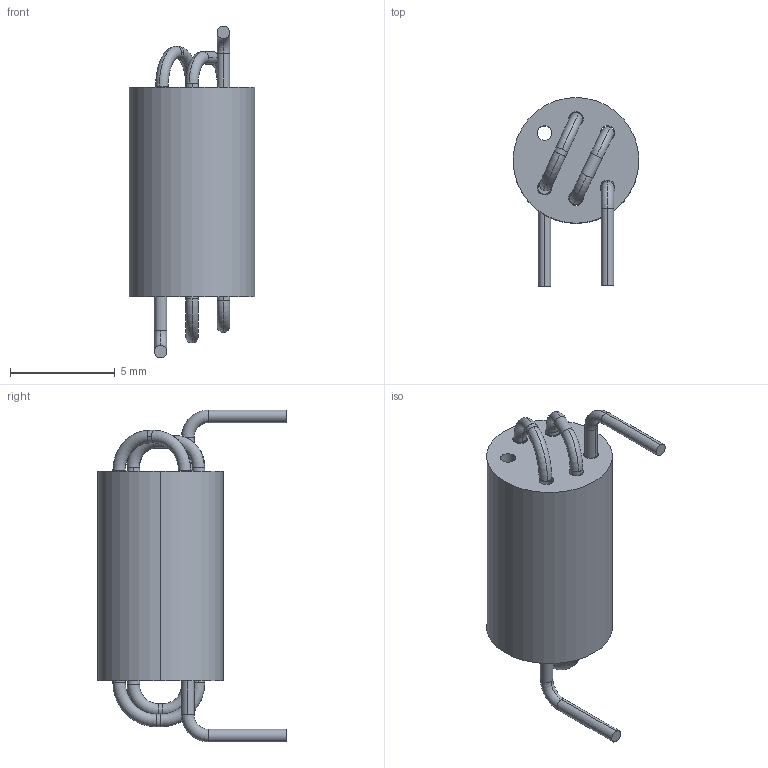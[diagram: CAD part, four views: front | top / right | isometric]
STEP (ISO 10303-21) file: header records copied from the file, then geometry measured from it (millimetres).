
FILE_DESCRIPTION (( 'STEP AP214' ), '1' );
FILE_NAME ('VK200.STEP', '2022-01-21T16:47:26', ( '' ), ( '' ), 'SwSTEP 2.0', 'SolidWorks 2020', '' );
FILE_SCHEMA (( 'AUTOMOTIVE_DESIGN' ));
Length unit declared in the file: millimetre
Products named in the file (1): VK200
Bounding box: 6 x 9 x 15.84 mm (x, y, z)
Volume: 269.5 mm3; surface area: 441.6 mm2
Topology: 6 solids, 6 shells, 80 faces, 182 edges, 114 vertices
Faces by surface type: cylinder 46, torus 20, plane 14
Entity records: 3113 total; most frequent: DIRECTION 480, CARTESIAN_POINT 377, ORIENTED_EDGE 364, AXIS2_PLACEMENT_3D 217, EDGE_CURVE 182, CIRCLE 136, VERTEX_POINT 114, EDGE_LOOP 92
